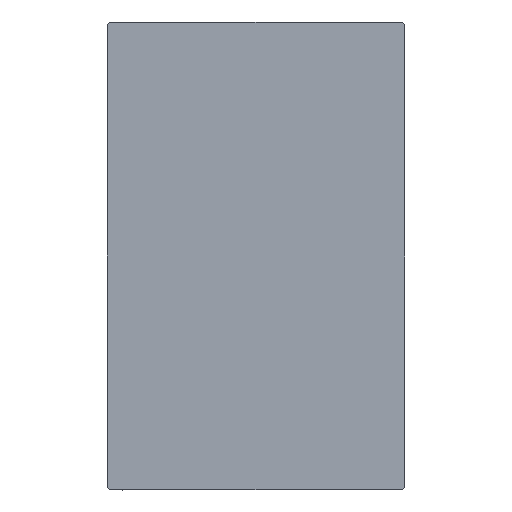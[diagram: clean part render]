
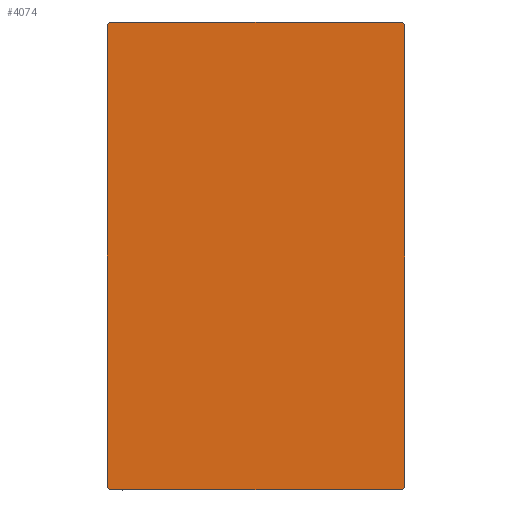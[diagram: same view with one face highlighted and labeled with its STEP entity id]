
A CAD part, left-side view. The second image highlights one B-rep face of the part: STEP entity #4074.
In plain terms, the highlighted face is planar.
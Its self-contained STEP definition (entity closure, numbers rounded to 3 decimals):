
#944 = DIRECTION ( 'NONE',  ( 0., 0.707, 0.707 ) ) ;
#1227 = VERTEX_POINT ( 'NONE', #31575 ) ;
#1266 = ORIENTED_EDGE ( 'NONE', *, *, #11852, .T. ) ;
#1532 = PLANE ( 'NONE',  #27095 ) ;
#2537 = DIRECTION ( 'NONE',  ( 0., 1., 0. ) ) ;
#4074 = ADVANCED_FACE ( 'NONE', ( #34346 ), #1532, .T. ) ;
#4241 = EDGE_LOOP ( 'NONE', ( #18569, #16058, #36039, #37045, #26191, #19529, #1266, #37217 ) ) ;
#4855 = EDGE_CURVE ( 'NONE', #8362, #21724, #10672, .T. ) ;
#6814 = EDGE_CURVE ( 'NONE', #1227, #8466, #20705, .T. ) ;
#7469 = VECTOR ( 'NONE', #2537, 1000. ) ;
#7626 = CARTESIAN_POINT ( 'NONE',  ( 56., 0., 0. ) ) ;
#8137 = EDGE_CURVE ( 'NONE', #23996, #28472, #17573, .T. ) ;
#8362 = VERTEX_POINT ( 'NONE', #10307 ) ;
#8466 = VERTEX_POINT ( 'NONE', #30936 ) ;
#9688 = EDGE_CURVE ( 'NONE', #8466, #39408, #26057, .T. ) ;
#10307 = CARTESIAN_POINT ( 'NONE',  ( 56., 17.2, 27.5 ) ) ;
#10672 = LINE ( 'NONE', #18044, #27718 ) ;
#11513 = DIRECTION ( 'NONE',  ( 1., 0., 0. ) ) ;
#11852 = EDGE_CURVE ( 'NONE', #18665, #23996, #16235, .T. ) ;
#14601 = VECTOR ( 'NONE', #18000, 1000. ) ;
#14779 = DIRECTION ( 'NONE',  ( 0., -1., 0. ) ) ;
#16058 = ORIENTED_EDGE ( 'NONE', *, *, #6814, .T. ) ;
#16235 = LINE ( 'NONE', #29487, #32740 ) ;
#17573 = LINE ( 'NONE', #24083, #14601 ) ;
#17589 = CARTESIAN_POINT ( 'NONE',  ( 56., 17.5, 27.2 ) ) ;
#18000 = DIRECTION ( 'NONE',  ( 0., 0.707, -0.707 ) ) ;
#18044 = CARTESIAN_POINT ( 'NONE',  ( 56., 17.5, 27.5 ) ) ;
#18569 = ORIENTED_EDGE ( 'NONE', *, *, #32944, .T. ) ;
#18665 = VERTEX_POINT ( 'NONE', #21600 ) ;
#19269 = DIRECTION ( 'NONE',  ( 0., -0.707, -0.707 ) ) ;
#19529 = ORIENTED_EDGE ( 'NONE', *, *, #35950, .T. ) ;
#20086 = CARTESIAN_POINT ( 'NONE',  ( 56., -17.5, -27.2 ) ) ;
#20705 = LINE ( 'NONE', #27209, #31930 ) ;
#21600 = CARTESIAN_POINT ( 'NONE',  ( 56., -17.5, 27.2 ) ) ;
#21724 = VERTEX_POINT ( 'NONE', #28596 ) ;
#23353 = CARTESIAN_POINT ( 'NONE',  ( 56., -17.2, -27.5 ) ) ;
#23996 = VERTEX_POINT ( 'NONE', #20086 ) ;
#24083 = CARTESIAN_POINT ( 'NONE',  ( 56., -22.35, -22.35 ) ) ;
#24336 = VECTOR ( 'NONE', #42173, 1000. ) ;
#24763 = DIRECTION ( 'NONE',  ( 0., 0., -1. ) ) ;
#25780 = LINE ( 'NONE', #39051, #38757 ) ;
#26057 = LINE ( 'NONE', #32378, #24336 ) ;
#26191 = ORIENTED_EDGE ( 'NONE', *, *, #4855, .T. ) ;
#27095 = AXIS2_PLACEMENT_3D ( 'NONE', #7626, #11513, #24763 ) ;
#27209 = CARTESIAN_POINT ( 'NONE',  ( 56., 22.35, -22.35 ) ) ;
#27718 = VECTOR ( 'NONE', #14779, 1000. ) ;
#28472 = VERTEX_POINT ( 'NONE', #23353 ) ;
#28596 = CARTESIAN_POINT ( 'NONE',  ( 56., -17.2, 27.5 ) ) ;
#29487 = CARTESIAN_POINT ( 'NONE',  ( 56., -17.5, 27.5 ) ) ;
#30936 = CARTESIAN_POINT ( 'NONE',  ( 56., 17.5, -27.2 ) ) ;
#31575 = CARTESIAN_POINT ( 'NONE',  ( 56., 17.2, -27.5 ) ) ;
#31725 = EDGE_CURVE ( 'NONE', #39408, #8362, #42032, .T. ) ;
#31930 = VECTOR ( 'NONE', #944, 1000. ) ;
#32378 = CARTESIAN_POINT ( 'NONE',  ( 56., 17.5, -27.5 ) ) ;
#32740 = VECTOR ( 'NONE', #36231, 1000. ) ;
#32944 = EDGE_CURVE ( 'NONE', #28472, #1227, #34921, .T. ) ;
#33104 = VECTOR ( 'NONE', #38552, 1000. ) ;
#34346 = FACE_OUTER_BOUND ( 'NONE', #4241, .T. ) ;
#34711 = CARTESIAN_POINT ( 'NONE',  ( 56., -17.5, -27.5 ) ) ;
#34921 = LINE ( 'NONE', #34711, #7469 ) ;
#35950 = EDGE_CURVE ( 'NONE', #21724, #18665, #25780, .T. ) ;
#36039 = ORIENTED_EDGE ( 'NONE', *, *, #9688, .T. ) ;
#36231 = DIRECTION ( 'NONE',  ( 0., 0., -1. ) ) ;
#37045 = ORIENTED_EDGE ( 'NONE', *, *, #31725, .T. ) ;
#37217 = ORIENTED_EDGE ( 'NONE', *, *, #8137, .T. ) ;
#38552 = DIRECTION ( 'NONE',  ( 0., -0.707, 0.707 ) ) ;
#38757 = VECTOR ( 'NONE', #19269, 1000. ) ;
#39051 = CARTESIAN_POINT ( 'NONE',  ( 56., -22.35, 22.35 ) ) ;
#39408 = VERTEX_POINT ( 'NONE', #17589 ) ;
#39411 = CARTESIAN_POINT ( 'NONE',  ( 56., 22.35, 22.35 ) ) ;
#42032 = LINE ( 'NONE', #39411, #33104 ) ;
#42173 = DIRECTION ( 'NONE',  ( 0., 0., 1. ) ) ;
